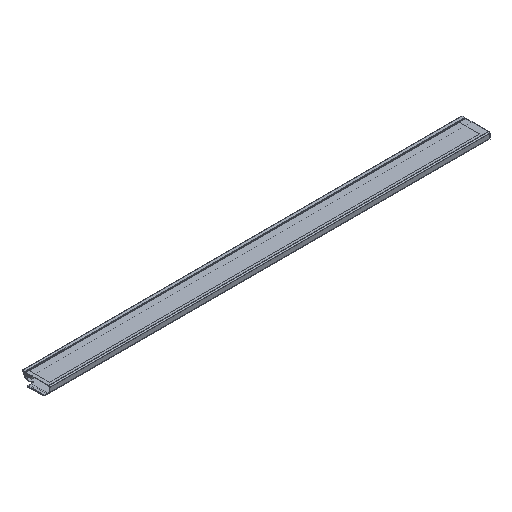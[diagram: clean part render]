
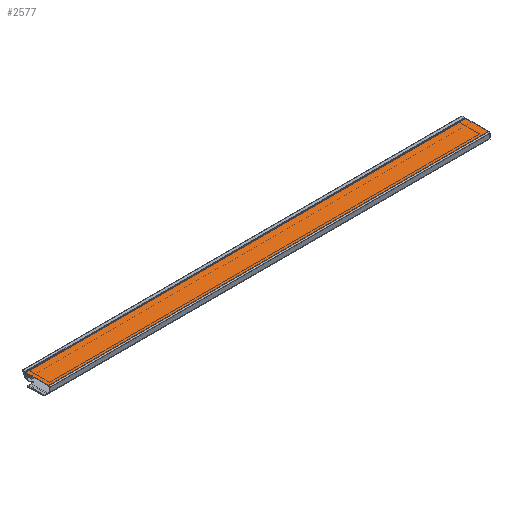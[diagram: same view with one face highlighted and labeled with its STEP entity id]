
A CAD part, isometric view. The second image highlights one B-rep face of the part: STEP entity #2577.
In plain terms, the highlighted planar face has unit normal (0, 0, 1).
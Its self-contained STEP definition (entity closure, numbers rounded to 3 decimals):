
#17 = CARTESIAN_POINT ( 'NONE',  ( 241.1, 13.4, 0. ) ) ;
#53 = DIRECTION ( 'NONE',  ( 0., 1., 0. ) ) ;
#71 = CARTESIAN_POINT ( 'NONE',  ( -2., 0.7, 0. ) ) ;
#97 = AXIS2_PLACEMENT_3D ( 'NONE', #1800, #189, #855 ) ;
#189 = DIRECTION ( 'NONE',  ( 0., 0., -1. ) ) ;
#226 = ORIENTED_EDGE ( 'NONE', *, *, #1643, .T. ) ;
#410 = CARTESIAN_POINT ( 'NONE',  ( -2., 0., 0. ) ) ;
#546 = VECTOR ( 'NONE', #1669, 1000. ) ;
#579 = VERTEX_POINT ( 'NONE', #850 ) ;
#696 = FACE_OUTER_BOUND ( 'NONE', #1568, .T. ) ;
#751 = CARTESIAN_POINT ( 'NONE',  ( -2., 13.4, 0. ) ) ;
#850 = CARTESIAN_POINT ( 'NONE',  ( 241.1, 0.7, 0. ) ) ;
#855 = DIRECTION ( 'NONE',  ( -1., 0., 0. ) ) ;
#1061 = VECTOR ( 'NONE', #2222, 1000. ) ;
#1190 = VECTOR ( 'NONE', #2413, 1000. ) ;
#1216 = EDGE_CURVE ( 'NONE', #2240, #2805, #2399, .T. ) ;
#1404 = CARTESIAN_POINT ( 'NONE',  ( 241.1, 0., 0. ) ) ;
#1436 = CARTESIAN_POINT ( 'NONE',  ( -2., 0.7, 0. ) ) ;
#1568 = EDGE_LOOP ( 'NONE', ( #2916, #226, #2169, #1969 ) ) ;
#1630 = CARTESIAN_POINT ( 'NONE',  ( -2., 13.4, 0. ) ) ;
#1643 = EDGE_CURVE ( 'NONE', #579, #2776, #1804, .T. ) ;
#1669 = DIRECTION ( 'NONE',  ( -1., 0., 0. ) ) ;
#1800 = CARTESIAN_POINT ( 'NONE',  ( 0., 0., 0. ) ) ;
#1804 = LINE ( 'NONE', #1404, #2110 ) ;
#1969 = ORIENTED_EDGE ( 'NONE', *, *, #1216, .T. ) ;
#2033 = LINE ( 'NONE', #751, #546 ) ;
#2110 = VECTOR ( 'NONE', #53, 1000. ) ;
#2169 = ORIENTED_EDGE ( 'NONE', *, *, #2708, .T. ) ;
#2222 = DIRECTION ( 'NONE',  ( 1., 0., 0. ) ) ;
#2240 = VERTEX_POINT ( 'NONE', #1630 ) ;
#2264 = LINE ( 'NONE', #1436, #1061 ) ;
#2399 = LINE ( 'NONE', #410, #1190 ) ;
#2413 = DIRECTION ( 'NONE',  ( 0., -1., 0. ) ) ;
#2577 = ADVANCED_FACE ( 'NONE', ( #696 ), #2699, .F. ) ;
#2699 = PLANE ( 'NONE',  #97 ) ;
#2708 = EDGE_CURVE ( 'NONE', #2776, #2240, #2033, .T. ) ;
#2776 = VERTEX_POINT ( 'NONE', #17 ) ;
#2805 = VERTEX_POINT ( 'NONE', #71 ) ;
#2873 = EDGE_CURVE ( 'NONE', #2805, #579, #2264, .T. ) ;
#2916 = ORIENTED_EDGE ( 'NONE', *, *, #2873, .T. ) ;
